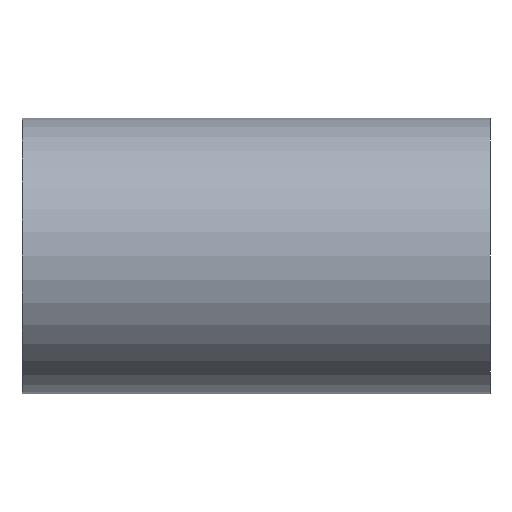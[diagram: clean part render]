
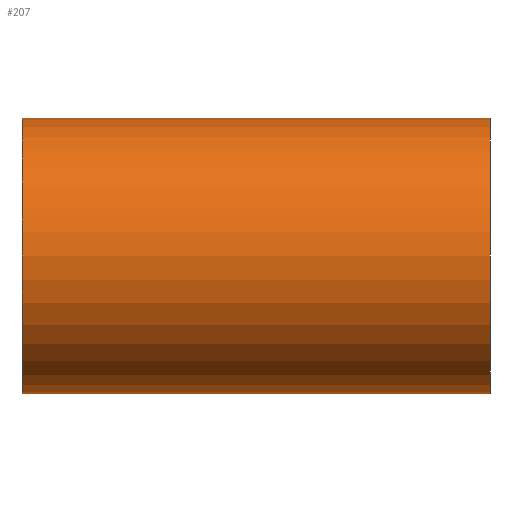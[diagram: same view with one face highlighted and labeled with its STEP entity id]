
A CAD part, left-side view. The second image highlights one B-rep face of the part: STEP entity #207.
In plain terms, the highlighted cylindrical face has radius 25 mm (diameter 50 mm), a partial arc.
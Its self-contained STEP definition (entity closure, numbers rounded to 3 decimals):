
#9 = CARTESIAN_POINT ( 'NONE',  ( 0., 85., -25. ) ) ;
#20 = DIRECTION ( 'NONE',  ( 0., 1., 0. ) ) ;
#21 = VECTOR ( 'NONE', #93, 1000. ) ;
#27 = ORIENTED_EDGE ( 'NONE', *, *, #218, .F. ) ;
#32 = DIRECTION ( 'NONE',  ( 0., 0., 1. ) ) ;
#36 = CYLINDRICAL_SURFACE ( 'NONE', #193, 25. ) ;
#40 = EDGE_CURVE ( 'NONE', #166, #125, #99, .T. ) ;
#41 = AXIS2_PLACEMENT_3D ( 'NONE', #231, #20, #32 ) ;
#48 = EDGE_LOOP ( 'NONE', ( #65, #27, #69, #144 ) ) ;
#65 = ORIENTED_EDGE ( 'NONE', *, *, #40, .F. ) ;
#69 = ORIENTED_EDGE ( 'NONE', *, *, #83, .T. ) ;
#73 = CARTESIAN_POINT ( 'NONE',  ( 0., 0., 0. ) ) ;
#77 = EDGE_CURVE ( 'NONE', #86, #125, #89, .T. ) ;
#83 = EDGE_CURVE ( 'NONE', #109, #86, #190, .T. ) ;
#86 = VERTEX_POINT ( 'NONE', #138 ) ;
#89 = CIRCLE ( 'NONE', #232, 25. ) ;
#93 = DIRECTION ( 'NONE',  ( 0., -1., 0. ) ) ;
#97 = FACE_OUTER_BOUND ( 'NONE', #48, .T. ) ;
#99 = LINE ( 'NONE', #191, #149 ) ;
#109 = VERTEX_POINT ( 'NONE', #195 ) ;
#119 = CARTESIAN_POINT ( 'NONE',  ( 0., 0., 25. ) ) ;
#125 = VERTEX_POINT ( 'NONE', #119 ) ;
#138 = CARTESIAN_POINT ( 'NONE',  ( 0., 0., -25. ) ) ;
#144 = ORIENTED_EDGE ( 'NONE', *, *, #77, .T. ) ;
#145 = CIRCLE ( 'NONE', #41, 25. ) ;
#149 = VECTOR ( 'NONE', #171, 1000. ) ;
#166 = VERTEX_POINT ( 'NONE', #247 ) ;
#171 = DIRECTION ( 'NONE',  ( 0., -1., 0. ) ) ;
#175 = DIRECTION ( 'NONE',  ( 0., -1., 0. ) ) ;
#190 = LINE ( 'NONE', #9, #21 ) ;
#191 = CARTESIAN_POINT ( 'NONE',  ( 0., 85., 25. ) ) ;
#193 = AXIS2_PLACEMENT_3D ( 'NONE', #211, #175, #248 ) ;
#195 = CARTESIAN_POINT ( 'NONE',  ( 0., 85., -25. ) ) ;
#207 = ADVANCED_FACE ( 'NONE', ( #97 ), #36, .T. ) ;
#211 = CARTESIAN_POINT ( 'NONE',  ( 0., 85., 0. ) ) ;
#215 = DIRECTION ( 'NONE',  ( 0., 0., 1. ) ) ;
#218 = EDGE_CURVE ( 'NONE', #109, #166, #145, .T. ) ;
#229 = DIRECTION ( 'NONE',  ( 0., 1., 0. ) ) ;
#231 = CARTESIAN_POINT ( 'NONE',  ( 0., 85., 0. ) ) ;
#232 = AXIS2_PLACEMENT_3D ( 'NONE', #73, #229, #215 ) ;
#247 = CARTESIAN_POINT ( 'NONE',  ( 0., 85., 25. ) ) ;
#248 = DIRECTION ( 'NONE',  ( 0., 0., -1. ) ) ;
